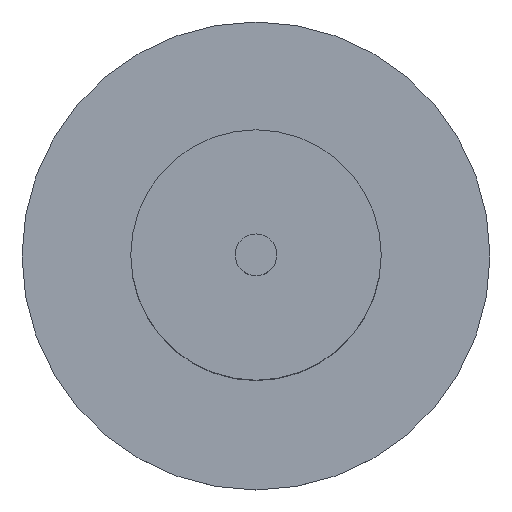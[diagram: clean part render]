
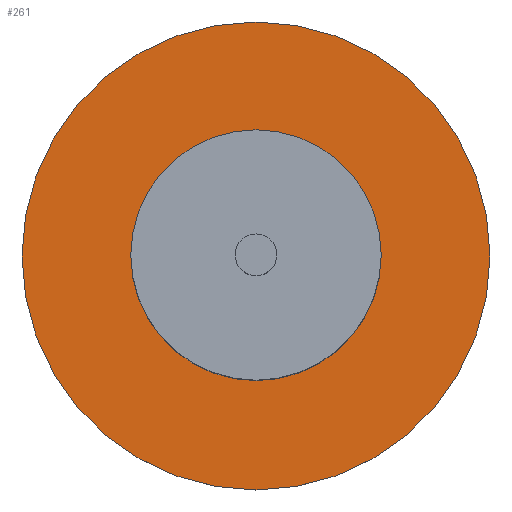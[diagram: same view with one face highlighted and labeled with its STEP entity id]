
A CAD part, top view. The second image highlights one B-rep face of the part: STEP entity #261.
In plain terms, the highlighted planar face has unit normal (0, 0, 1).
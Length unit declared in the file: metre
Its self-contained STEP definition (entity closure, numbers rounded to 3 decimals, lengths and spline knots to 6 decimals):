
#2 = ORIENTED_EDGE ( 'NONE', *, *, #5, .F. ) ;
#5 = EDGE_CURVE ( 'NONE', #207, #343, #41, .T. ) ;
#9 = DIRECTION ( 'NONE',  ( 0., 0., 1. ) ) ;
#20 = AXIS2_PLACEMENT_3D ( 'NONE', #283, #9, #223 ) ;
#25 = CARTESIAN_POINT ( 'NONE',  ( 0., 0., -0.66 ) ) ;
#38 = AXIS2_PLACEMENT_3D ( 'NONE', #121, #420, #220 ) ;
#41 = CIRCLE ( 'NONE', #20, 0.0508 ) ;
#54 = CARTESIAN_POINT ( 'NONE',  ( 0.57, 0., -0.66 ) ) ;
#72 = DIRECTION ( 'NONE',  ( 1., 0., 0. ) ) ;
#82 = EDGE_LOOP ( 'NONE', ( #437, #176 ) ) ;
#94 = ORIENTED_EDGE ( 'NONE', *, *, #321, .F. ) ;
#100 = DIRECTION ( 'NONE',  ( 0., 0., 1. ) ) ;
#121 = CARTESIAN_POINT ( 'NONE',  ( 0., 0., -0.66 ) ) ;
#141 = FACE_OUTER_BOUND ( 'NONE', #82, .T. ) ;
#169 = PLANE ( 'NONE',  #387 ) ;
#172 = VERTEX_POINT ( 'NONE', #54 ) ;
#173 = DIRECTION ( 'NONE',  ( 1., 0., 0. ) ) ;
#176 = ORIENTED_EDGE ( 'NONE', *, *, #413, .T. ) ;
#181 = AXIS2_PLACEMENT_3D ( 'NONE', #25, #100, #72 ) ;
#189 = CIRCLE ( 'NONE', #256, 0.57 ) ;
#191 = DIRECTION ( 'NONE',  ( 0., 0., 1. ) ) ;
#207 = VERTEX_POINT ( 'NONE', #230 ) ;
#220 = DIRECTION ( 'NONE',  ( 1., 0., 0. ) ) ;
#223 = DIRECTION ( 'NONE',  ( 1., 0., 0. ) ) ;
#230 = CARTESIAN_POINT ( 'NONE',  ( 0.0508, 0., -0.66 ) ) ;
#240 = DIRECTION ( 'NONE',  ( 0., 0., 1. ) ) ;
#249 = EDGE_CURVE ( 'NONE', #411, #172, #189, .T. ) ;
#256 = AXIS2_PLACEMENT_3D ( 'NONE', #359, #191, #262 ) ;
#261 = ADVANCED_FACE ( 'NONE', ( #344, #141 ), #169, .T. ) ;
#262 = DIRECTION ( 'NONE',  ( 1., 0., 0. ) ) ;
#283 = CARTESIAN_POINT ( 'NONE',  ( 0., 0., -0.66 ) ) ;
#305 = CARTESIAN_POINT ( 'NONE',  ( -0.0508, 0., -0.66 ) ) ;
#308 = CARTESIAN_POINT ( 'NONE',  ( 0., 0., -0.66 ) ) ;
#321 = EDGE_CURVE ( 'NONE', #343, #207, #363, .T. ) ;
#343 = VERTEX_POINT ( 'NONE', #305 ) ;
#344 = FACE_BOUND ( 'NONE', #445, .T. ) ;
#359 = CARTESIAN_POINT ( 'NONE',  ( 0., 0., -0.66 ) ) ;
#363 = CIRCLE ( 'NONE', #181, 0.0508 ) ;
#384 = CARTESIAN_POINT ( 'NONE',  ( -0.57, 0., -0.66 ) ) ;
#387 = AXIS2_PLACEMENT_3D ( 'NONE', #308, #240, #173 ) ;
#411 = VERTEX_POINT ( 'NONE', #384 ) ;
#413 = EDGE_CURVE ( 'NONE', #172, #411, #418, .T. ) ;
#418 = CIRCLE ( 'NONE', #38, 0.57 ) ;
#420 = DIRECTION ( 'NONE',  ( 0., 0., 1. ) ) ;
#437 = ORIENTED_EDGE ( 'NONE', *, *, #249, .T. ) ;
#445 = EDGE_LOOP ( 'NONE', ( #94, #2 ) ) ;
